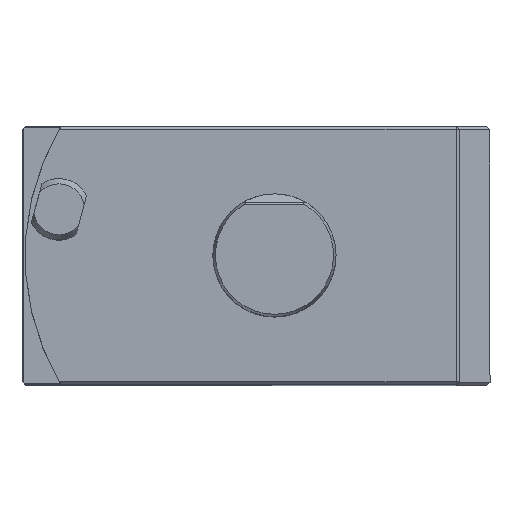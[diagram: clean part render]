
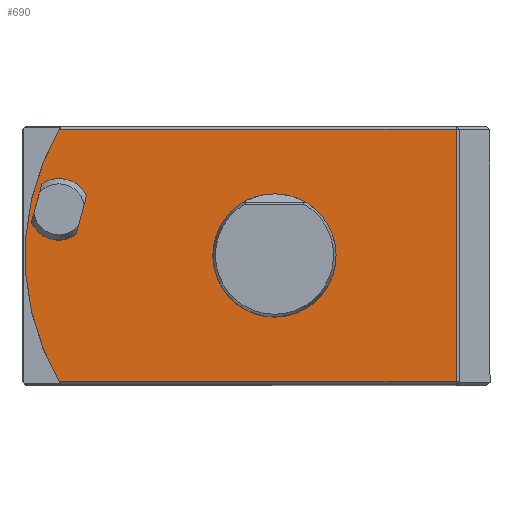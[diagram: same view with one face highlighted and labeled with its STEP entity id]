
A CAD part, top view. The second image highlights one B-rep face of the part: STEP entity #690.
In plain terms, the highlighted planar face has unit normal (0, 0, 1).
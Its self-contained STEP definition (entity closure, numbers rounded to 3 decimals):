
#108=LINE('',#3308,#279);
#109=LINE('',#3310,#280);
#110=LINE('',#3312,#281);
#111=LINE('',#3315,#282);
#112=LINE('',#3320,#283);
#279=VECTOR('',#2456,1.);
#280=VECTOR('',#2457,1.);
#281=VECTOR('',#2458,1.);
#282=VECTOR('',#2461,1.);
#283=VECTOR('',#2464,1.);
#476=PLANE('',#2171);
#690=ADVANCED_FACE('',(#828,#829,#830),#476,.F.);
#828=FACE_BOUND('',#898,.T.);
#829=FACE_BOUND('',#899,.T.);
#830=FACE_BOUND('',#900,.T.);
#898=EDGE_LOOP('',(#1114,#1115,#1116,#1117));
#899=EDGE_LOOP('',(#1118));
#900=EDGE_LOOP('',(#1119,#1120,#1121,#1122));
#1114=ORIENTED_EDGE('',*,*,#1823,.F.);
#1115=ORIENTED_EDGE('',*,*,#1824,.T.);
#1116=ORIENTED_EDGE('',*,*,#1825,.T.);
#1117=ORIENTED_EDGE('',*,*,#1826,.T.);
#1118=ORIENTED_EDGE('',*,*,#1827,.F.);
#1119=ORIENTED_EDGE('',*,*,#1828,.F.);
#1120=ORIENTED_EDGE('',*,*,#1829,.T.);
#1121=ORIENTED_EDGE('',*,*,#1830,.F.);
#1122=ORIENTED_EDGE('',*,*,#1831,.T.);
#1626=VERTEX_POINT('',#3306);
#1627=VERTEX_POINT('',#3307);
#1628=VERTEX_POINT('',#3309);
#1629=VERTEX_POINT('',#3311);
#1630=VERTEX_POINT('',#3314);
#1631=VERTEX_POINT('',#3316);
#1632=VERTEX_POINT('',#3317);
#1633=VERTEX_POINT('',#3319);
#1634=VERTEX_POINT('',#3321);
#1823=EDGE_CURVE('',#1626,#1627,#2067,.T.);
#1824=EDGE_CURVE('',#1626,#1628,#108,.T.);
#1825=EDGE_CURVE('',#1628,#1629,#109,.T.);
#1826=EDGE_CURVE('',#1629,#1627,#110,.T.);
#1827=EDGE_CURVE('',#1630,#1630,#2068,.T.);
#1828=EDGE_CURVE('',#1631,#1632,#111,.T.);
#1829=EDGE_CURVE('',#1631,#1633,#2069,.T.);
#1830=EDGE_CURVE('',#1634,#1633,#112,.T.);
#1831=EDGE_CURVE('',#1634,#1632,#2070,.T.);
#2067=CIRCLE('',#2167,81.);
#2068=CIRCLE('',#2168,19.634);
#2069=CIRCLE('',#2169,10.);
#2070=CIRCLE('',#2170,10.);
#2167=AXIS2_PLACEMENT_3D('',#3305,#2454,#2455);
#2168=AXIS2_PLACEMENT_3D('',#3313,#2459,#2460);
#2169=AXIS2_PLACEMENT_3D('',#3318,#2462,#2463);
#2170=AXIS2_PLACEMENT_3D('',#3322,#2465,#2466);
#2171=AXIS2_PLACEMENT_3D('',#3323,#2467,#2468);
#2454=DIRECTION('',(0.,0.,-1.));
#2455=DIRECTION('',(1.,0.,0.));
#2456=DIRECTION('',(1.,0.,0.));
#2457=DIRECTION('',(0.,1.,0.));
#2458=DIRECTION('',(-1.,0.,0.));
#2459=DIRECTION('',(0.,0.,1.));
#2460=DIRECTION('',(1.,0.,0.));
#2461=DIRECTION('',(0.259,0.966,0.));
#2462=DIRECTION('',(0.,0.,-1.));
#2463=DIRECTION('',(-0.966,0.259,0.));
#2464=DIRECTION('',(-0.259,-0.966,0.));
#2465=DIRECTION('',(0.,0.,-1.));
#2466=DIRECTION('',(-0.966,0.259,0.));
#2467=DIRECTION('',(0.,0.,-1.));
#2468=DIRECTION('',(1.,0.,0.));
#3305=CARTESIAN_POINT('',(0.,0.,0.));
#3306=CARTESIAN_POINT('',(-69.857,-41.,0.));
#3307=CARTESIAN_POINT('',(-69.857,41.,0.));
#3308=CARTESIAN_POINT('',(60.,-41.,0.));
#3309=CARTESIAN_POINT('',(59.,-41.,0.));
#3310=CARTESIAN_POINT('',(59.,42.,0.));
#3311=CARTESIAN_POINT('',(59.,41.,0.));
#3312=CARTESIAN_POINT('',(-82.,41.,0.));
#3313=CARTESIAN_POINT('',(0.,0.,0.));
#3314=CARTESIAN_POINT('',(19.634,0.,0.));
#3315=CARTESIAN_POINT('',(-62.756,13.059,0.));
#3316=CARTESIAN_POINT('',(-64.467,6.67,0.));
#3317=CARTESIAN_POINT('',(-61.044,19.448,0.));
#3318=CARTESIAN_POINT('',(-70.,15.,0.));
#3319=CARTESIAN_POINT('',(-78.956,10.552,0.));
#3320=CARTESIAN_POINT('',(-77.244,16.941,0.));
#3321=CARTESIAN_POINT('',(-75.533,23.33,0.));
#3322=CARTESIAN_POINT('',(-70.,15.,0.));
#3323=CARTESIAN_POINT('',(-82.,42.,0.));
